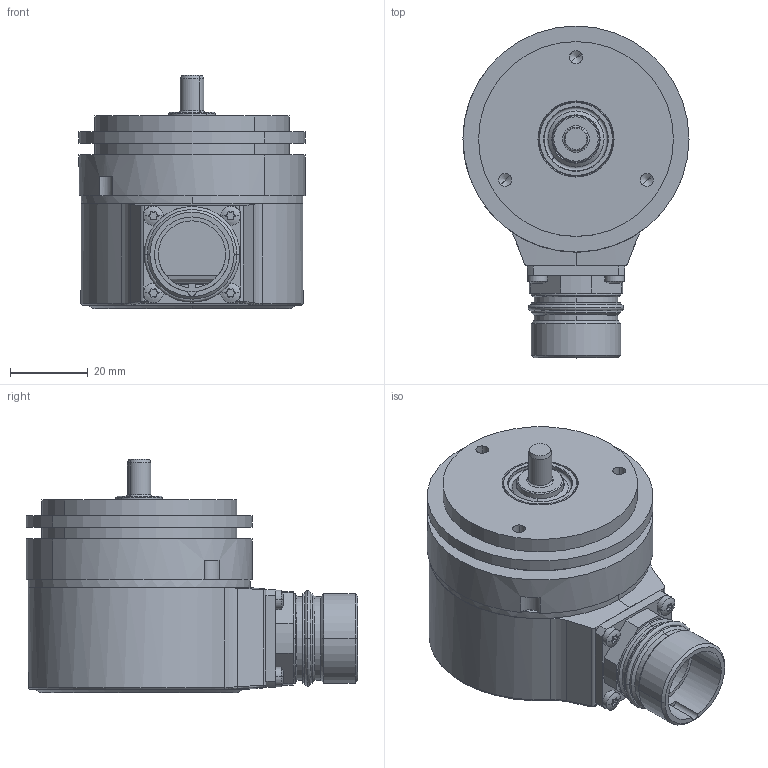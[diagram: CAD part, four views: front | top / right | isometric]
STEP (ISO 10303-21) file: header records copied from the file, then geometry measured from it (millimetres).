
FILE_DESCRIPTION((''),'2;1');
FILE_NAME('768204','2011-11-29T',('se2930'),(''),'PRO/ENGINEER BY PARAMETRIC TECHNOLOGY CORPORATION, 2010180','PRO/ENGINEER BY PARAMETRIC TECHNOLOGY CORPORATION, 2010180','');
FILE_SCHEMA(('CONFIG_CONTROL_DESIGN','SHAPE_APPEARANCE_LAYERS_GROUPS'));
Length unit declared in the file: millimetre
Products named in the file (1): 768204
Bounding box: 58 x 85.1 x 60 mm (x, y, z)
Volume: 72204.1 mm3; surface area: 46127.4 mm2
Topology: 16 solids, 31 shells, 1360 faces, 3666 edges, 2328 vertices
Faces by surface type: cylinder 636, plane 360, cone 214, torus 61, sphere 60, bspline 29
Entity records: 51197 total; most frequent: CARTESIAN_POINT 12610, ORIENTED_EDGE 7104, DIRECTION 6998, EDGE_CURVE 3552, AXIS2_PLACEMENT_3D 2796, VERTEX_POINT 2328, CIRCLE 1465, EDGE_LOOP 1444
